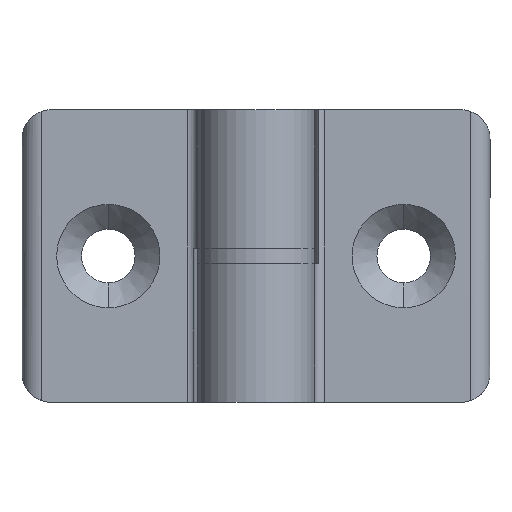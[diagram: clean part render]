
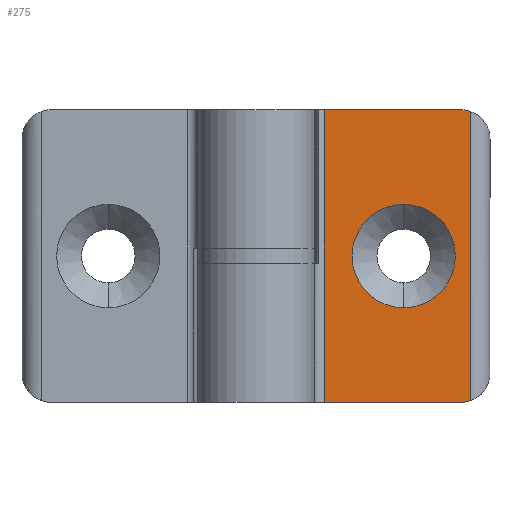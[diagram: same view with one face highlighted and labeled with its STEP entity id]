
A CAD part, top view. The second image highlights one B-rep face of the part: STEP entity #275.
In plain terms, the highlighted planar face has unit normal (0, 0, 1).
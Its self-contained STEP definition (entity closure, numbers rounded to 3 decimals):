
#24 = LINE ( 'NONE', #358, #1034 ) ;
#40 = DIRECTION ( 'NONE',  ( 0., -1., 0. ) ) ;
#45 = VERTEX_POINT ( 'NONE', #247 ) ;
#61 = DIRECTION ( 'NONE',  ( 0., 0., 1. ) ) ;
#62 = DIRECTION ( 'NONE',  ( 0., 1., 0. ) ) ;
#71 = PLANE ( 'NONE',  #571 ) ;
#82 = DIRECTION ( 'NONE',  ( 0., 0., -1. ) ) ;
#142 = ORIENTED_EDGE ( 'NONE', *, *, #429, .T. ) ;
#175 = VERTEX_POINT ( 'NONE', #758 ) ;
#179 = CARTESIAN_POINT ( 'NONE',  ( 8.483, 15., -1. ) ) ;
#191 = DIRECTION ( 'NONE',  ( -1., 0., 0. ) ) ;
#200 = EDGE_CURVE ( 'NONE', #857, #45, #24, .T. ) ;
#206 = ORIENTED_EDGE ( 'NONE', *, *, #251, .T. ) ;
#235 = DIRECTION ( 'NONE',  ( 0., -1., 0. ) ) ;
#241 = EDGE_CURVE ( 'NONE', #745, #1006, #345, .T. ) ;
#247 = CARTESIAN_POINT ( 'NONE',  ( 7., -15., -1. ) ) ;
#251 = EDGE_CURVE ( 'NONE', #994, #857, #590, .T. ) ;
#253 = ORIENTED_EDGE ( 'NONE', *, *, #241, .T. ) ;
#257 = VERTEX_POINT ( 'NONE', #346 ) ;
#273 = EDGE_LOOP ( 'NONE', ( #812, #768, #327, #142, #934, #206 ) ) ;
#275 = ADVANCED_FACE ( 'NONE', ( #809, #470 ), #71, .T. ) ;
#310 = EDGE_CURVE ( 'NONE', #175, #609, #784, .T. ) ;
#321 = CARTESIAN_POINT ( 'NONE',  ( 7., 15., -1. ) ) ;
#327 = ORIENTED_EDGE ( 'NONE', *, *, #310, .F. ) ;
#328 = DIRECTION ( 'NONE',  ( 0., -1., 0. ) ) ;
#345 = CIRCLE ( 'NONE', #477, 5.3 ) ;
#346 = CARTESIAN_POINT ( 'NONE',  ( 22., 14.828, -1. ) ) ;
#358 = CARTESIAN_POINT ( 'NONE',  ( 7., 15., -1. ) ) ;
#379 = DIRECTION ( 'NONE',  ( -1., 0., 0. ) ) ;
#402 = VECTOR ( 'NONE', #62, 1000. ) ;
#406 = CARTESIAN_POINT ( 'NONE',  ( 21., -12., -1. ) ) ;
#412 = CARTESIAN_POINT ( 'NONE',  ( 15.15, 0., -1. ) ) ;
#429 = EDGE_CURVE ( 'NONE', #175, #257, #1052, .T. ) ;
#430 = CARTESIAN_POINT ( 'NONE',  ( 21., 15., -1. ) ) ;
#440 = EDGE_LOOP ( 'NONE', ( #540, #253 ) ) ;
#466 = CARTESIAN_POINT ( 'NONE',  ( 22., 15., -1. ) ) ;
#468 = AXIS2_PLACEMENT_3D ( 'NONE', #412, #82, #235 ) ;
#470 = FACE_BOUND ( 'NONE', #440, .T. ) ;
#477 = AXIS2_PLACEMENT_3D ( 'NONE', #671, #752, #1000 ) ;
#484 = CARTESIAN_POINT ( 'NONE',  ( 21., -15., -1. ) ) ;
#540 = ORIENTED_EDGE ( 'NONE', *, *, #614, .T. ) ;
#565 = DIRECTION ( 'NONE',  ( 0., 0., -1. ) ) ;
#571 = AXIS2_PLACEMENT_3D ( 'NONE', #1056, #61, #1051 ) ;
#577 = AXIS2_PLACEMENT_3D ( 'NONE', #741, #1071, #328 ) ;
#590 = LINE ( 'NONE', #179, #708 ) ;
#595 = DIRECTION ( 'NONE',  ( 0., -1., 0. ) ) ;
#609 = VERTEX_POINT ( 'NONE', #484 ) ;
#614 = EDGE_CURVE ( 'NONE', #1006, #745, #936, .T. ) ;
#625 = CIRCLE ( 'NONE', #577, 3. ) ;
#639 = EDGE_CURVE ( 'NONE', #994, #257, #625, .T. ) ;
#643 = AXIS2_PLACEMENT_3D ( 'NONE', #406, #565, #40 ) ;
#671 = CARTESIAN_POINT ( 'NONE',  ( 15.15, 0., -1. ) ) ;
#708 = VECTOR ( 'NONE', #191, 1000. ) ;
#741 = CARTESIAN_POINT ( 'NONE',  ( 21., 12., -1. ) ) ;
#745 = VERTEX_POINT ( 'NONE', #786 ) ;
#746 = CARTESIAN_POINT ( 'NONE',  ( 15.15, -5.3, -1. ) ) ;
#752 = DIRECTION ( 'NONE',  ( 0., 0., -1. ) ) ;
#758 = CARTESIAN_POINT ( 'NONE',  ( 22., -14.828, -1. ) ) ;
#768 = ORIENTED_EDGE ( 'NONE', *, *, #775, .F. ) ;
#775 = EDGE_CURVE ( 'NONE', #609, #45, #968, .T. ) ;
#784 = CIRCLE ( 'NONE', #643, 3. ) ;
#786 = CARTESIAN_POINT ( 'NONE',  ( 15.15, 5.3, -1. ) ) ;
#809 = FACE_OUTER_BOUND ( 'NONE', #273, .T. ) ;
#812 = ORIENTED_EDGE ( 'NONE', *, *, #200, .T. ) ;
#857 = VERTEX_POINT ( 'NONE', #321 ) ;
#934 = ORIENTED_EDGE ( 'NONE', *, *, #639, .F. ) ;
#936 = CIRCLE ( 'NONE', #468, 5.3 ) ;
#954 = VECTOR ( 'NONE', #379, 1000. ) ;
#968 = LINE ( 'NONE', #1050, #954 ) ;
#994 = VERTEX_POINT ( 'NONE', #430 ) ;
#1000 = DIRECTION ( 'NONE',  ( 0., -1., 0. ) ) ;
#1006 = VERTEX_POINT ( 'NONE', #746 ) ;
#1034 = VECTOR ( 'NONE', #595, 1000. ) ;
#1050 = CARTESIAN_POINT ( 'NONE',  ( 8.483, -15., -1. ) ) ;
#1051 = DIRECTION ( 'NONE',  ( 0., -1., 0. ) ) ;
#1052 = LINE ( 'NONE', #466, #402 ) ;
#1056 = CARTESIAN_POINT ( 'NONE',  ( 14.5, 15., -1. ) ) ;
#1071 = DIRECTION ( 'NONE',  ( 0., 0., -1. ) ) ;
